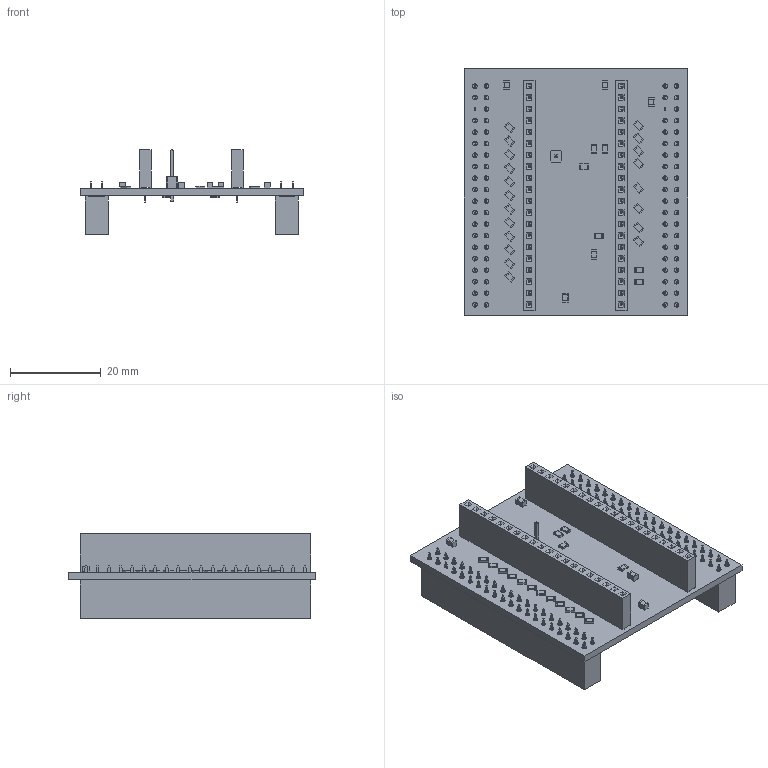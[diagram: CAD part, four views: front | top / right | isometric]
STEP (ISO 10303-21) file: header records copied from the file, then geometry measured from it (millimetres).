
FILE_DESCRIPTION(('KiCad electronic assembly'),'2;1');
FILE_NAME('fx3_tn20k_adapter.step','2025-03-03T11:52:09',('Pcbnew'),( 'Kicad'),'Open CASCADE STEP processor 7.8','KiCad to STEP converter' ,'Unknown');
FILE_SCHEMA(('AUTOMOTIVE_DESIGN { 1 0 10303 214 1 1 1 1 }'));
Length unit declared in the file: millimetre
Products named in the file (12): fx3_tn20k_adapter 1; R_0805_2012Metric; C_0805_2012Metric; PinSocket_2x20_P2.54mm_Vertical; PinSocket_1x20_P2.54mm_Vertical; PinHeader_1x01_P2.54mm_Vertical; PinHeader_1x01_P254mm_Vertical; fx3_tn20k_adapter_PCB
Assembly tree (50 placements, depth 3):
  fx3_tn20k_adapter 1
    R_0805_2012Metric  x34
      R_0805_2012Metric
    C_0805_2012Metric  x5
      C_0805_2012Metric
    PinSocket_2x20_P2.54mm_Vertical  x2
      PinSocket_2x20_P2.54mm_Vertical
    PinSocket_1x20_P2.54mm_Vertical  x2
      PinSocket_1x20_P2.54mm_Vertical
    PinHeader_1x01_P2.54mm_Vertical
      PinHeader_1x01_P254mm_Vertical
    fx3_tn20k_adapter_PCB
Bounding box: 49.28 x 54.36 x 18.74 mm (x, y, z)
Volume: 10400.9 mm3; surface area: 14765.9 mm2
Topology: 45 solids, 45 shells, 4937 faces, 12801 edges, 8326 vertices
Faces by surface type: plane 4486, cylinder 451
Full cylindrical faces by diameter (mm): 1 x119
Entity records: 77117 total; most frequent: CARTESIAN_POINT 11089, ORIENTED_EDGE 10842, DIRECTION 9975, EDGE_CURVE 5421, LINE 5143, VECTOR 5143, VERTEX_POINT 3530, FACE_BOUND 2509
